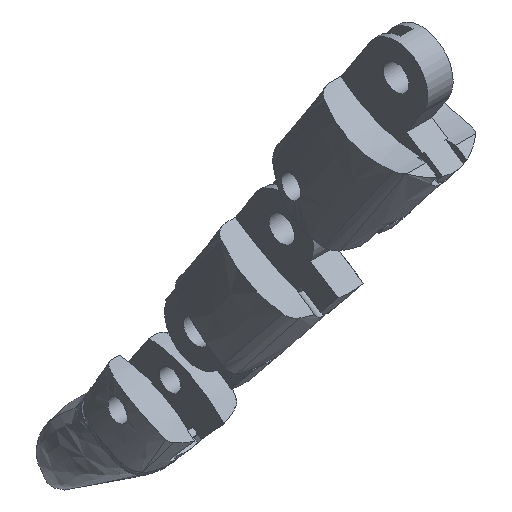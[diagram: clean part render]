
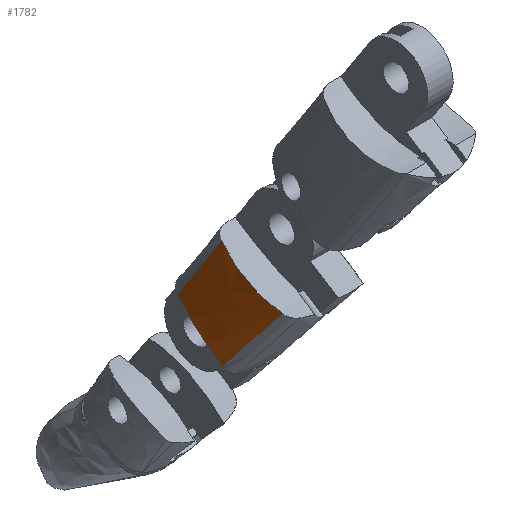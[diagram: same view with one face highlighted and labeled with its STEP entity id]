
A CAD part, isometric view. The second image highlights one B-rep face of the part: STEP entity #1782.
In plain terms, the highlighted free-form (B-spline) face has degree [3, 3] with [7, 4] control points.
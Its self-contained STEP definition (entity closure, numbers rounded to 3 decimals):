
#39 = CARTESIAN_POINT ( 'NONE',  ( -8.217, 13.333, -8.275 ) ) ;
#266 = B_SPLINE_CURVE_WITH_KNOTS ( 'NONE', 3,
 ( #3553, #9448, #6125, #3498, #1841, #857, #10109 ),
 .UNSPECIFIED., .F., .F.,
 ( 4, 3, 4 ),
 ( 0., 0.01, 0.02 ),
 .UNSPECIFIED. ) ;
#469 = CARTESIAN_POINT ( 'NONE',  ( -9.075, 8.296, -4.539 ) ) ;
#496 = EDGE_CURVE ( 'NONE', #2247, #995, #9645, .T. ) ;
#571 = CARTESIAN_POINT ( 'NONE',  ( -8.722, 9.629, 6.49 ) ) ;
#603 = CARTESIAN_POINT ( 'NONE',  ( -8.671, 7.601, -7.199 ) ) ;
#617 = VERTEX_POINT ( 'NONE', #7671 ) ;
#857 = CARTESIAN_POINT ( 'NONE',  ( -8.079, 25.964, 9.119 ) ) ;
#919 = CARTESIAN_POINT ( 'NONE',  ( -7.848, 40., 10.047 ) ) ;
#995 = VERTEX_POINT ( 'NONE', #5189 ) ;
#1222 = VERTEX_POINT ( 'NONE', #1592 ) ;
#1326 = ORIENTED_EDGE ( 'NONE', *, *, #496, .F. ) ;
#1344 = CARTESIAN_POINT ( 'NONE',  ( -8.305, 9.665, 8.546 ) ) ;
#1570 = CARTESIAN_POINT ( 'NONE',  ( -8.451, 40., -1.517 ) ) ;
#1592 = CARTESIAN_POINT ( 'NONE',  ( -8.671, 7.601, -7.199 ) ) ;
#1625 = CARTESIAN_POINT ( 'NONE',  ( -7.5, 26.667, 11.5 ) ) ;
#1626 = EDGE_LOOP ( 'NONE', ( #2986, #3127, #1326, #10715 ) ) ;
#1669 = CARTESIAN_POINT ( 'NONE',  ( -8.301, 29.189, 7.928 ) ) ;
#1782 = ADVANCED_FACE ( 'NONE', ( #7459 ), #6482, .T. ) ;
#1841 = CARTESIAN_POINT ( 'NONE',  ( -8.091, 22.718, 9.141 ) ) ;
#2165 = CARTESIAN_POINT ( 'NONE',  ( -9.123, 9.495, 3.722 ) ) ;
#2247 = VERTEX_POINT ( 'NONE', #10605 ) ;
#2334 = CARTESIAN_POINT ( 'NONE',  ( -8.973, 26.667, 2.222 ) ) ;
#2394 = CARTESIAN_POINT ( 'NONE',  ( -7.934, 26.667, -7.049 ) ) ;
#2452 = CARTESIAN_POINT ( 'NONE',  ( -8.376, 40., 7.145 ) ) ;
#2506 = CARTESIAN_POINT ( 'NONE',  ( -7.973, 40., -4.39 ) ) ;
#2565 = CARTESIAN_POINT ( 'NONE',  ( -7.5, 0., 11.5 ) ) ;
#2831 = CARTESIAN_POINT ( 'NONE',  ( -8.903, 7.977, -5.878 ) ) ;
#2986 = ORIENTED_EDGE ( 'NONE', *, *, #8413, .F. ) ;
#3043 = CARTESIAN_POINT ( 'NONE',  ( -8.137, 9.661, 9.224 ) ) ;
#3125 = CARTESIAN_POINT ( 'NONE',  ( -8.428, 19.112, -6.123 ) ) ;
#3127 = ORIENTED_EDGE ( 'NONE', *, *, #4504, .T. ) ;
#3159 = CARTESIAN_POINT ( 'NONE',  ( -8.828, 29.695, 0.806 ) ) ;
#3332 = CARTESIAN_POINT ( 'NONE',  ( -8.738, 29.32, 4.382 ) ) ;
#3340 = CARTESIAN_POINT ( 'NONE',  ( -7.5, 40., 11.5 ) ) ;
#3397 = CARTESIAN_POINT ( 'NONE',  ( -9.471, 0., -4.209 ) ) ;
#3455 = B_SPLINE_CURVE_WITH_KNOTS ( 'NONE', 3,
 ( #3962, #10619, #4843, #4131, #8077, #3125, #8132, #7473, #10783, #603 ),
 .UNSPECIFIED., .F., .F.,
 ( 4, 3, 3, 4 ),
 ( 0., 0.012, 0.012, 0.023 ),
 .UNSPECIFIED. ) ;
#3498 = CARTESIAN_POINT ( 'NONE',  ( -8.103, 19.473, 9.162 ) ) ;
#3553 = CARTESIAN_POINT ( 'NONE',  ( -8.137, 9.661, 9.224 ) ) ;
#3943 = CARTESIAN_POINT ( 'NONE',  ( -8.485, 29.206, 6.751 ) ) ;
#3962 = CARTESIAN_POINT ( 'NONE',  ( -8.179, 30.856, -5.024 ) ) ;
#4131 = CARTESIAN_POINT ( 'NONE',  ( -8.425, 19.228, -6.112 ) ) ;
#4173 = CARTESIAN_POINT ( 'NONE',  ( -8.791, 26.667, -2.414 ) ) ;
#4504 = EDGE_CURVE ( 'NONE', #617, #995, #266, .T. ) ;
#4762 = CARTESIAN_POINT ( 'NONE',  ( -9.318, 9.046, -0.447 ) ) ;
#4822 = CARTESIAN_POINT ( 'NONE',  ( -8.065, 29.209, 9.096 ) ) ;
#4843 = CARTESIAN_POINT ( 'NONE',  ( -8.343, 23.104, -5.749 ) ) ;
#4873 = CARTESIAN_POINT ( 'NONE',  ( -8.808, 29.418, 3.184 ) ) ;
#4936 = CARTESIAN_POINT ( 'NONE',  ( -9.28, 13.333, 1.638 ) ) ;
#4982 = CARTESIAN_POINT ( 'NONE',  ( -8.563, 30.31, -2.727 ) ) ;
#5189 = CARTESIAN_POINT ( 'NONE',  ( -8.065, 29.209, 9.096 ) ) ;
#5696 = CARTESIAN_POINT ( 'NONE',  ( -8.971, 0., 6.291 ) ) ;
#5753 = CARTESIAN_POINT ( 'NONE',  ( -8.5, 0., -9.5 ) ) ;
#5811 = CARTESIAN_POINT ( 'NONE',  ( -8.072, 0., 9.766 ) ) ;
#5865 = CARTESIAN_POINT ( 'NONE',  ( -8.666, 40., 2.806 ) ) ;
#6125 = CARTESIAN_POINT ( 'NONE',  ( -8.115, 16.202, 9.184 ) ) ;
#6394 = CARTESIAN_POINT ( 'NONE',  ( -8.456, 9.66, 7.863 ) ) ;
#6458 = CARTESIAN_POINT ( 'NONE',  ( -8.179, 30.856, -5.024 ) ) ;
#6482 = B_SPLINE_SURFACE_WITH_KNOTS ( 'NONE', 3, 3, ( 
 ( #5753, #39, #2394, #10006 ),
 ( #8452, #10827, #9895, #2506 ),
 ( #3397, #8281, #4173, #1570 ),
 ( #8226, #4936, #2334, #5865 ),
 ( #5696, #6639, #6749, #2452 ),
 ( #5811, #10117, #9065, #919 ),
 ( #2565, #9174, #1625, #3340 ) ),
 .UNSPECIFIED., .F., .F., .F.,
 ( 4, 1, 1, 1, 4 ),
 ( 4, 4 ),
 ( 0.511, 0.58, 0.648, 0.717, 0.786 ),
 ( 0., 1. ),
 .UNSPECIFIED. ) ;
#6639 = CARTESIAN_POINT ( 'NONE',  ( -8.772, 13.333, 6.576 ) ) ;
#6749 = CARTESIAN_POINT ( 'NONE',  ( -8.574, 26.667, 6.86 ) ) ;
#7334 = CARTESIAN_POINT ( 'NONE',  ( -8.398, 30.565, -3.884 ) ) ;
#7459 = FACE_OUTER_BOUND ( 'NONE', #1626, .T. ) ;
#7473 = CARTESIAN_POINT ( 'NONE',  ( -8.51, 15.236, -6.485 ) ) ;
#7671 = CARTESIAN_POINT ( 'NONE',  ( -8.137, 9.661, 9.224 ) ) ;
#8048 = CARTESIAN_POINT ( 'NONE',  ( -9.238, 9.379, 2.334 ) ) ;
#8077 = CARTESIAN_POINT ( 'NONE',  ( -8.426, 19.17, -6.117 ) ) ;
#8132 = CARTESIAN_POINT ( 'NONE',  ( -8.429, 19.053, -6.128 ) ) ;
#8226 = CARTESIAN_POINT ( 'NONE',  ( -9.587, 0., 1.053 ) ) ;
#8281 = CARTESIAN_POINT ( 'NONE',  ( -9.131, 13.333, -3.312 ) ) ;
#8413 = EDGE_CURVE ( 'NONE', #617, #1222, #9783, .T. ) ;
#8452 = CARTESIAN_POINT ( 'NONE',  ( -8.905, 0., -7.734 ) ) ;
#8729 = CARTESIAN_POINT ( 'NONE',  ( -8.671, 7.601, -7.199 ) ) ;
#9065 = CARTESIAN_POINT ( 'NONE',  ( -7.923, 26.667, 9.953 ) ) ;
#9174 = CARTESIAN_POINT ( 'NONE',  ( -7.5, 13.333, 11.5 ) ) ;
#9448 = CARTESIAN_POINT ( 'NONE',  ( -8.126, 12.932, 9.204 ) ) ;
#9645 = B_SPLINE_CURVE_WITH_KNOTS ( 'NONE', 3,
 ( #6458, #7334, #4982, #10704, #3159, #4873, #3332, #3943, #1669, #4822 ),
 .UNSPECIFIED., .F., .F.,
 ( 4, 2, 2, 2, 4 ),
 ( 0.002, 0.005, 0.009, 0.012, 0.016 ),
 .UNSPECIFIED. ) ;
#9678 = CARTESIAN_POINT ( 'NONE',  ( -9.282, 8.831, -1.825 ) ) ;
#9783 = B_SPLINE_CURVE_WITH_KNOTS ( 'NONE', 3,
 ( #3043, #1344, #6394, #571, #10377, #2165, #8048, #4762, #9678, #469, #2831, #8729 ),
 .UNSPECIFIED., .F., .F.,
 ( 4, 2, 2, 2, 2, 4 ),
 ( 0.002, 0.004, 0.007, 0.011, 0.015, 0.019 ),
 .UNSPECIFIED. ) ;
#9895 = CARTESIAN_POINT ( 'NONE',  ( -8.284, 26.667, -5.504 ) ) ;
#10006 = CARTESIAN_POINT ( 'NONE',  ( -7.65, 40., -5.824 ) ) ;
#10050 = EDGE_CURVE ( 'NONE', #2247, #1222, #3455, .T. ) ;
#10109 = CARTESIAN_POINT ( 'NONE',  ( -8.065, 29.209, 9.096 ) ) ;
#10117 = CARTESIAN_POINT ( 'NONE',  ( -7.997, 13.333, 9.86 ) ) ;
#10377 = CARTESIAN_POINT ( 'NONE',  ( -8.836, 9.604, 5.798 ) ) ;
#10605 = CARTESIAN_POINT ( 'NONE',  ( -8.179, 30.856, -5.024 ) ) ;
#10619 = CARTESIAN_POINT ( 'NONE',  ( -8.261, 26.98, -5.386 ) ) ;
#10704 = CARTESIAN_POINT ( 'NONE',  ( -8.778, 29.873, -0.377 ) ) ;
#10715 = ORIENTED_EDGE ( 'NONE', *, *, #10050, .T. ) ;
#10783 = CARTESIAN_POINT ( 'NONE',  ( -8.59, 11.418, -6.842 ) ) ;
#10827 = CARTESIAN_POINT ( 'NONE',  ( -8.594, 13.333, -6.619 ) ) ;
